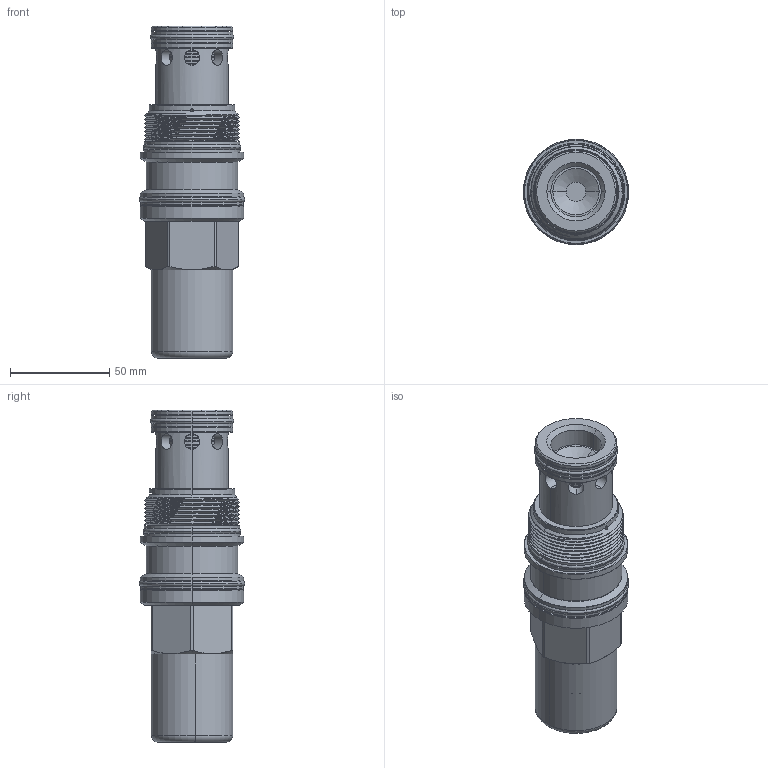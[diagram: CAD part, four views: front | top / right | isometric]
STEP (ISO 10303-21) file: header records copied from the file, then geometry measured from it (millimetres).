
FILE_DESCRIPTION (( 'STEP AP203' ), '1' );
FILE_NAME ('RV19A3B-C.STEP', '2020-03-24T07:00:22', ( '' ), ( '' ), 'SwSTEP 2.0', 'SolidWorks 2018', '' );
FILE_SCHEMA (( 'CONFIG_CONTROL_DESIGN' ));
Length unit declared in the file: millimetre
Products named in the file (1): RV19A3B-C
Bounding box: 53.11 x 53.11 x 167.34 mm (x, y, z)
Volume: 209543.8 mm3; surface area: 50698 mm2
Topology: 8 solids, 8 shells, 431 faces, 1113 edges, 648 vertices
Faces by surface type: cylinder 241, plane 72, torus 70, cone 39, bspline 9
Entity records: 22081 total; most frequent: CARTESIAN_POINT 11807, ORIENTED_EDGE 2222, DIRECTION 2160, EDGE_CURVE 1111, AXIS2_PLACEMENT_3D 962, VERTEX_POINT 648, CIRCLE 539, EDGE_LOOP 475
